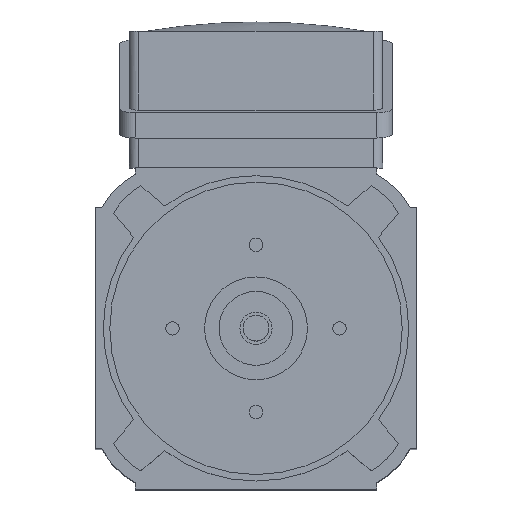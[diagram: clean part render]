
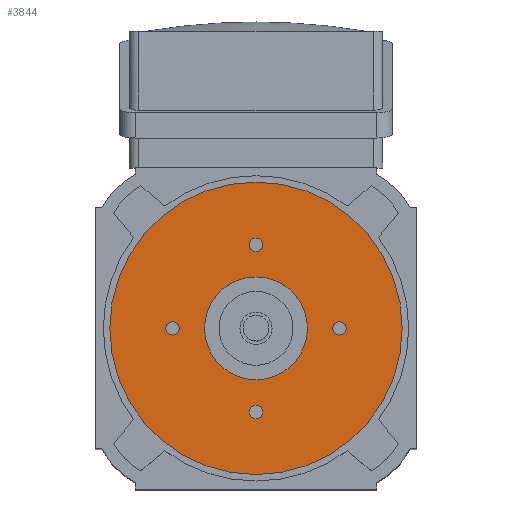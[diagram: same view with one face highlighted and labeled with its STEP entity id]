
A CAD part, top view. The second image highlights one B-rep face of the part: STEP entity #3844.
In plain terms, the highlighted planar face has unit normal (0, 0, 1).
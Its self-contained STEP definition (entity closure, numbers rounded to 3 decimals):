
#65 = CARTESIAN_POINT ( 'NONE',  ( 0., 0., 0. ) ) ;
#128 = EDGE_LOOP ( 'NONE', ( #3576, #1078 ) ) ;
#141 = DIRECTION ( 'NONE',  ( 0., 0., 1. ) ) ;
#164 = EDGE_LOOP ( 'NONE', ( #2312, #4838 ) ) ;
#318 = CARTESIAN_POINT ( 'NONE',  ( -26., 0., 0. ) ) ;
#345 = DIRECTION ( 'NONE',  ( 0., 0., 1. ) ) ;
#388 = EDGE_LOOP ( 'NONE', ( #5528, #4853 ) ) ;
#512 = DIRECTION ( 'NONE',  ( 1., 0., 0. ) ) ;
#529 = FACE_BOUND ( 'NONE', #2922, .T. ) ;
#712 = CARTESIAN_POINT ( 'NONE',  ( 16., 0., 0. ) ) ;
#749 = AXIS2_PLACEMENT_3D ( 'NONE', #2813, #1165, #4995 ) ;
#751 = VERTEX_POINT ( 'NONE', #3650 ) ;
#760 = CIRCLE ( 'NONE', #3674, 2.1 ) ;
#769 = DIRECTION ( 'NONE',  ( 1., 0., 0. ) ) ;
#776 = DIRECTION ( 'NONE',  ( 1., 0., 0. ) ) ;
#806 = DIRECTION ( 'NONE',  ( 1., 0., 0. ) ) ;
#824 = FACE_BOUND ( 'NONE', #1021, .T. ) ;
#833 = DIRECTION ( 'NONE',  ( 0., 0., 1. ) ) ;
#849 = CARTESIAN_POINT ( 'NONE',  ( 0., 0., 0. ) ) ;
#999 = DIRECTION ( 'NONE',  ( 0., 0., 1. ) ) ;
#1007 = EDGE_LOOP ( 'NONE', ( #1101, #2066 ) ) ;
#1021 = EDGE_LOOP ( 'NONE', ( #5218, #2898 ) ) ;
#1067 = EDGE_CURVE ( 'NONE', #3996, #2623, #3099, .T. ) ;
#1078 = ORIENTED_EDGE ( 'NONE', *, *, #4560, .F. ) ;
#1081 = CARTESIAN_POINT ( 'NONE',  ( -2.1, 26., 0. ) ) ;
#1101 = ORIENTED_EDGE ( 'NONE', *, *, #2379, .F. ) ;
#1165 = DIRECTION ( 'NONE',  ( 0., 0., 1. ) ) ;
#1174 = DIRECTION ( 'NONE',  ( 0., 0., 1. ) ) ;
#1193 = CARTESIAN_POINT ( 'NONE',  ( 0., -26., 0. ) ) ;
#1224 = AXIS2_PLACEMENT_3D ( 'NONE', #318, #2056, #769 ) ;
#1253 = FACE_OUTER_BOUND ( 'NONE', #164, .T. ) ;
#1294 = AXIS2_PLACEMENT_3D ( 'NONE', #2355, #999, #1489 ) ;
#1307 = DIRECTION ( 'NONE',  ( 1., 0., 0. ) ) ;
#1352 = DIRECTION ( 'NONE',  ( 0., 0., 1. ) ) ;
#1489 = DIRECTION ( 'NONE',  ( 1., 0., 0. ) ) ;
#1628 = VERTEX_POINT ( 'NONE', #2707 ) ;
#1680 = CIRCLE ( 'NONE', #4763, 2.1 ) ;
#1719 = CARTESIAN_POINT ( 'NONE',  ( 0., 0., 0. ) ) ;
#1729 = VERTEX_POINT ( 'NONE', #712 ) ;
#1809 = VERTEX_POINT ( 'NONE', #3051 ) ;
#1811 = DIRECTION ( 'NONE',  ( 0., 0., 1. ) ) ;
#1842 = DIRECTION ( 'NONE',  ( 1., 0., 0. ) ) ;
#1847 = AXIS2_PLACEMENT_3D ( 'NONE', #4582, #2855, #806 ) ;
#1850 = AXIS2_PLACEMENT_3D ( 'NONE', #849, #345, #1307 ) ;
#1853 = DIRECTION ( 'NONE',  ( 1., 0., 0. ) ) ;
#1868 = CIRCLE ( 'NONE', #2588, 2.1 ) ;
#1931 = VERTEX_POINT ( 'NONE', #3423 ) ;
#1936 = AXIS2_PLACEMENT_3D ( 'NONE', #2301, #4069, #1853 ) ;
#1999 = EDGE_CURVE ( 'NONE', #4791, #2917, #3742, .T. ) ;
#2037 = EDGE_CURVE ( 'NONE', #1809, #1931, #2838, .T. ) ;
#2056 = DIRECTION ( 'NONE',  ( 0., 0., 1. ) ) ;
#2064 = VERTEX_POINT ( 'NONE', #5314 ) ;
#2066 = ORIENTED_EDGE ( 'NONE', *, *, #3776, .F. ) ;
#2115 = EDGE_CURVE ( 'NONE', #2917, #4791, #5102, .T. ) ;
#2118 = CIRCLE ( 'NONE', #1847, 2.1 ) ;
#2137 = PLANE ( 'NONE',  #2857 ) ;
#2282 = DIRECTION ( 'NONE',  ( 1., 0., 0. ) ) ;
#2301 = CARTESIAN_POINT ( 'NONE',  ( 26., 0., 0. ) ) ;
#2312 = ORIENTED_EDGE ( 'NONE', *, *, #1067, .T. ) ;
#2346 = CARTESIAN_POINT ( 'NONE',  ( 45.5, 0., 0. ) ) ;
#2355 = CARTESIAN_POINT ( 'NONE',  ( 0., 26., 0. ) ) ;
#2379 = EDGE_CURVE ( 'NONE', #3826, #751, #2118, .T. ) ;
#2439 = CARTESIAN_POINT ( 'NONE',  ( 2.1, -26., 0. ) ) ;
#2557 = FACE_BOUND ( 'NONE', #1007, .T. ) ;
#2588 = AXIS2_PLACEMENT_3D ( 'NONE', #1193, #2961, #5535 ) ;
#2591 = CIRCLE ( 'NONE', #4132, 16. ) ;
#2623 = VERTEX_POINT ( 'NONE', #4017 ) ;
#2639 = VERTEX_POINT ( 'NONE', #3563 ) ;
#2644 = DIRECTION ( 'NONE',  ( 1., 0., 0. ) ) ;
#2707 = CARTESIAN_POINT ( 'NONE',  ( -28.1, 0., 0. ) ) ;
#2795 = EDGE_CURVE ( 'NONE', #1729, #2064, #4556, .T. ) ;
#2813 = CARTESIAN_POINT ( 'NONE',  ( 0., 26., 0. ) ) ;
#2838 = CIRCLE ( 'NONE', #1936, 2.1 ) ;
#2855 = DIRECTION ( 'NONE',  ( 0., 0., 1. ) ) ;
#2857 = AXIS2_PLACEMENT_3D ( 'NONE', #65, #1811, #1842 ) ;
#2898 = ORIENTED_EDGE ( 'NONE', *, *, #4909, .F. ) ;
#2917 = VERTEX_POINT ( 'NONE', #4368 ) ;
#2922 = EDGE_LOOP ( 'NONE', ( #3771, #5574 ) ) ;
#2961 = DIRECTION ( 'NONE',  ( 0., 0., 1. ) ) ;
#3051 = CARTESIAN_POINT ( 'NONE',  ( 28.1, 0., 0. ) ) ;
#3099 = CIRCLE ( 'NONE', #4905, 45.5 ) ;
#3340 = DIRECTION ( 'NONE',  ( 1., 0., 0. ) ) ;
#3407 = CIRCLE ( 'NONE', #4122, 45.5 ) ;
#3423 = CARTESIAN_POINT ( 'NONE',  ( 23.9, 0., 0. ) ) ;
#3527 = EDGE_CURVE ( 'NONE', #2623, #3996, #3407, .T. ) ;
#3563 = CARTESIAN_POINT ( 'NONE',  ( -23.9, 0., 0. ) ) ;
#3576 = ORIENTED_EDGE ( 'NONE', *, *, #2037, .F. ) ;
#3650 = CARTESIAN_POINT ( 'NONE',  ( -2.1, -26., 0. ) ) ;
#3674 = AXIS2_PLACEMENT_3D ( 'NONE', #5492, #833, #3340 ) ;
#3680 = CIRCLE ( 'NONE', #1224, 2.1 ) ;
#3742 = CIRCLE ( 'NONE', #1294, 2.1 ) ;
#3771 = ORIENTED_EDGE ( 'NONE', *, *, #4251, .F. ) ;
#3776 = EDGE_CURVE ( 'NONE', #751, #3826, #1868, .T. ) ;
#3826 = VERTEX_POINT ( 'NONE', #2439 ) ;
#3844 = ADVANCED_FACE ( 'NONE', ( #4236, #824, #2557, #4286, #1253, #529 ), #2137, .T. ) ;
#3996 = VERTEX_POINT ( 'NONE', #2346 ) ;
#4017 = CARTESIAN_POINT ( 'NONE',  ( -45.5, 0., 0. ) ) ;
#4069 = DIRECTION ( 'NONE',  ( 0., 0., 1. ) ) ;
#4122 = AXIS2_PLACEMENT_3D ( 'NONE', #1719, #4797, #2644 ) ;
#4132 = AXIS2_PLACEMENT_3D ( 'NONE', #5211, #1352, #2282 ) ;
#4236 = FACE_BOUND ( 'NONE', #388, .T. ) ;
#4251 = EDGE_CURVE ( 'NONE', #2064, #1729, #2591, .T. ) ;
#4266 = CARTESIAN_POINT ( 'NONE',  ( 26., 0., 0. ) ) ;
#4286 = FACE_BOUND ( 'NONE', #128, .T. ) ;
#4368 = CARTESIAN_POINT ( 'NONE',  ( 2.1, 26., 0. ) ) ;
#4532 = EDGE_CURVE ( 'NONE', #2639, #1628, #760, .T. ) ;
#4556 = CIRCLE ( 'NONE', #1850, 16. ) ;
#4560 = EDGE_CURVE ( 'NONE', #1931, #1809, #1680, .T. ) ;
#4582 = CARTESIAN_POINT ( 'NONE',  ( 0., -26., 0. ) ) ;
#4763 = AXIS2_PLACEMENT_3D ( 'NONE', #4266, #1174, #776 ) ;
#4791 = VERTEX_POINT ( 'NONE', #1081 ) ;
#4797 = DIRECTION ( 'NONE',  ( 0., 0., 1. ) ) ;
#4838 = ORIENTED_EDGE ( 'NONE', *, *, #3527, .T. ) ;
#4853 = ORIENTED_EDGE ( 'NONE', *, *, #1999, .F. ) ;
#4905 = AXIS2_PLACEMENT_3D ( 'NONE', #5249, #141, #512 ) ;
#4909 = EDGE_CURVE ( 'NONE', #1628, #2639, #3680, .T. ) ;
#4995 = DIRECTION ( 'NONE',  ( 1., 0., 0. ) ) ;
#5102 = CIRCLE ( 'NONE', #749, 2.1 ) ;
#5211 = CARTESIAN_POINT ( 'NONE',  ( 0., 0., 0. ) ) ;
#5218 = ORIENTED_EDGE ( 'NONE', *, *, #4532, .F. ) ;
#5249 = CARTESIAN_POINT ( 'NONE',  ( 0., 0., 0. ) ) ;
#5314 = CARTESIAN_POINT ( 'NONE',  ( -16., 0., 0. ) ) ;
#5492 = CARTESIAN_POINT ( 'NONE',  ( -26., 0., 0. ) ) ;
#5528 = ORIENTED_EDGE ( 'NONE', *, *, #2115, .F. ) ;
#5535 = DIRECTION ( 'NONE',  ( 1., 0., 0. ) ) ;
#5574 = ORIENTED_EDGE ( 'NONE', *, *, #2795, .F. ) ;
